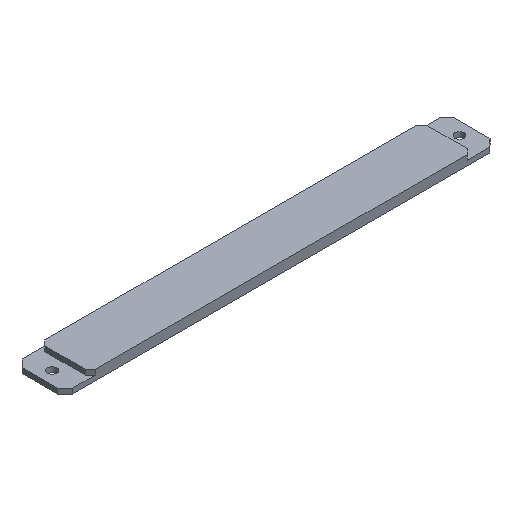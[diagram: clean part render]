
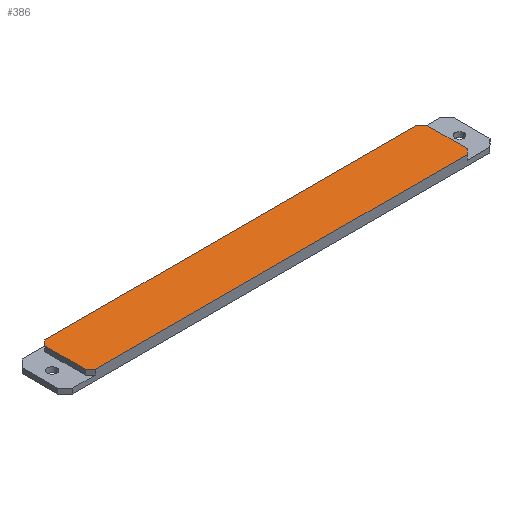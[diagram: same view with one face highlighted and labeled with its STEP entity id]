
A CAD part, isometric view. The second image highlights one B-rep face of the part: STEP entity #386.
In plain terms, the highlighted planar face has unit normal (0, 0, 1).
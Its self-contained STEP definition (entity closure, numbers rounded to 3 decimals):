
#26=FACE_OUTER_BOUND('',#46,.T.);
#46=EDGE_LOOP('',(#263,#264,#265,#266,#267,#268,#269,#270));
#69=LINE('',#547,#119);
#73=LINE('',#555,#123);
#74=LINE('',#557,#124);
#75=LINE('',#559,#125);
#76=LINE('',#561,#126);
#77=LINE('',#563,#127);
#78=LINE('',#565,#128);
#79=LINE('',#566,#129);
#119=VECTOR('',#447,10.);
#123=VECTOR('',#453,10.);
#124=VECTOR('',#454,10.);
#125=VECTOR('',#455,10.);
#126=VECTOR('',#456,10.);
#127=VECTOR('',#457,10.);
#128=VECTOR('',#458,10.);
#129=VECTOR('',#459,10.);
#169=VERTEX_POINT('',#545);
#170=VERTEX_POINT('',#546);
#173=VERTEX_POINT('',#554);
#174=VERTEX_POINT('',#556);
#175=VERTEX_POINT('',#558);
#176=VERTEX_POINT('',#560);
#177=VERTEX_POINT('',#562);
#178=VERTEX_POINT('',#564);
#205=EDGE_CURVE('',#169,#170,#69,.T.);
#209=EDGE_CURVE('',#169,#173,#73,.T.);
#210=EDGE_CURVE('',#174,#173,#74,.T.);
#211=EDGE_CURVE('',#174,#175,#75,.T.);
#212=EDGE_CURVE('',#176,#175,#76,.T.);
#213=EDGE_CURVE('',#176,#177,#77,.T.);
#214=EDGE_CURVE('',#178,#177,#78,.T.);
#215=EDGE_CURVE('',#178,#170,#79,.T.);
#263=ORIENTED_EDGE('',*,*,#205,.F.);
#264=ORIENTED_EDGE('',*,*,#209,.T.);
#265=ORIENTED_EDGE('',*,*,#210,.F.);
#266=ORIENTED_EDGE('',*,*,#211,.T.);
#267=ORIENTED_EDGE('',*,*,#212,.F.);
#268=ORIENTED_EDGE('',*,*,#213,.T.);
#269=ORIENTED_EDGE('',*,*,#214,.F.);
#270=ORIENTED_EDGE('',*,*,#215,.T.);
#368=PLANE('',#420);
#386=ADVANCED_FACE('',(#26),#368,.T.);
#420=AXIS2_PLACEMENT_3D('',#553,#451,#452);
#447=DIRECTION('',(-0.707,-0.707,0.));
#451=DIRECTION('center_axis',(0.,0.,1.));
#452=DIRECTION('ref_axis',(0.,-1.,0.));
#453=DIRECTION('',(0.,1.,0.));
#454=DIRECTION('',(0.707,-0.707,0.));
#455=DIRECTION('',(-1.,0.,0.));
#456=DIRECTION('',(0.707,0.707,0.));
#457=DIRECTION('',(0.,-1.,0.));
#458=DIRECTION('',(-0.707,0.707,0.));
#459=DIRECTION('',(1.,0.,0.));
#545=CARTESIAN_POINT('',(75.5,-141.,8.852));
#546=CARTESIAN_POINT('',(73.5,-143.,8.852));
#547=CARTESIAN_POINT('',(58.127,-158.373,8.852));
#553=CARTESIAN_POINT('Origin',(0.007,-133.,8.852));
#554=CARTESIAN_POINT('',(75.5,-125.,8.852));
#555=CARTESIAN_POINT('',(75.5,-143.,8.852));
#556=CARTESIAN_POINT('',(73.5,-123.,8.852));
#557=CARTESIAN_POINT('',(58.127,-107.627,8.852));
#558=CARTESIAN_POINT('',(-73.486,-123.,8.852));
#559=CARTESIAN_POINT('',(82.5,-123.,8.852));
#560=CARTESIAN_POINT('',(-75.486,-125.,8.852));
#561=CARTESIAN_POINT('',(-58.113,-107.627,8.852));
#562=CARTESIAN_POINT('',(-75.486,-141.,8.852));
#563=CARTESIAN_POINT('',(-75.486,-143.,8.852));
#564=CARTESIAN_POINT('',(-73.486,-143.,8.852));
#565=CARTESIAN_POINT('',(-58.113,-158.373,8.852));
#566=CARTESIAN_POINT('',(-82.486,-143.,8.852));
